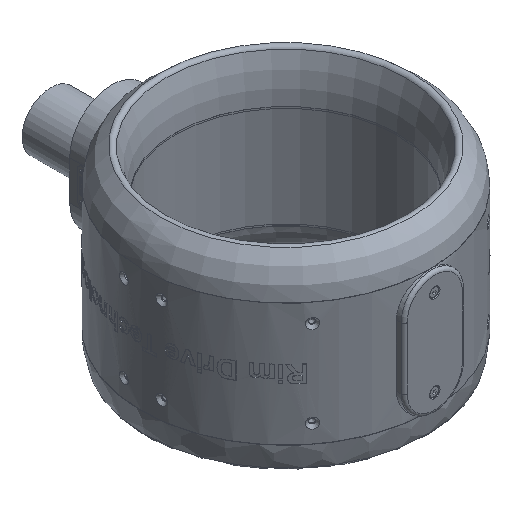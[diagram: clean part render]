
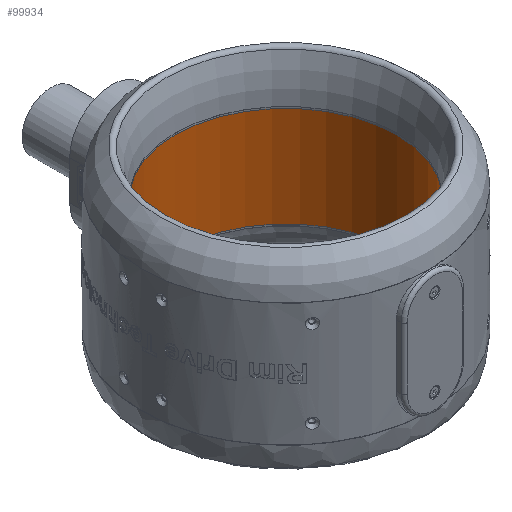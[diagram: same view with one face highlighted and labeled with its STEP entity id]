
A CAD part, isometric view. The second image highlights one B-rep face of the part: STEP entity #99934.
In plain terms, the highlighted cylindrical face has radius 145 mm (diameter 290 mm), a full revolution.
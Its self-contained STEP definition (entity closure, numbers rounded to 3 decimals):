
#871 = CARTESIAN_POINT ( 'NONE',  ( 0., 0., -65.525 ) ) ;
#10633 = AXIS2_PLACEMENT_3D ( 'NONE', #871, #37159, #102545 ) ;
#10948 = VERTEX_POINT ( 'NONE', #66201 ) ;
#15488 = DIRECTION ( 'NONE',  ( -0.913, 0.409, 0. ) ) ;
#18314 = CIRCLE ( 'NONE', #10633, 145. ) ;
#18680 = DIRECTION ( 'NONE',  ( 1., 0., 0. ) ) ;
#20918 = EDGE_LOOP ( 'NONE', ( #71293 ) ) ;
#24416 = FACE_OUTER_BOUND ( 'NONE', #47227, .T. ) ;
#30251 = ORIENTED_EDGE ( 'NONE', *, *, #83542, .F. ) ;
#34170 = VERTEX_POINT ( 'NONE', #70404 ) ;
#34486 = CARTESIAN_POINT ( 'NONE',  ( 0., 0., -64.25 ) ) ;
#37159 = DIRECTION ( 'NONE',  ( 0., 0., 1. ) ) ;
#37378 = CIRCLE ( 'NONE', #44951, 145. ) ;
#44951 = AXIS2_PLACEMENT_3D ( 'NONE', #48302, #74467, #18680 ) ;
#47227 = EDGE_LOOP ( 'NONE', ( #30251 ) ) ;
#48302 = CARTESIAN_POINT ( 'NONE',  ( 0., 0., 65.413 ) ) ;
#51107 = CYLINDRICAL_SURFACE ( 'NONE', #76961, 145. ) ;
#60623 = DIRECTION ( 'NONE',  ( 0., 0., 1. ) ) ;
#66201 = CARTESIAN_POINT ( 'NONE',  ( 145., 0., 65.413 ) ) ;
#70404 = CARTESIAN_POINT ( 'NONE',  ( 145., 0., -65.525 ) ) ;
#71293 = ORIENTED_EDGE ( 'NONE', *, *, #113182, .T. ) ;
#74467 = DIRECTION ( 'NONE',  ( 0., 0., 1. ) ) ;
#76961 = AXIS2_PLACEMENT_3D ( 'NONE', #34486, #60623, #15488 ) ;
#83542 = EDGE_CURVE ( 'NONE', #34170, #34170, #18314, .T. ) ;
#99934 = ADVANCED_FACE ( 'NONE', ( #24416, #116026 ), #51107, .F. ) ;
#102545 = DIRECTION ( 'NONE',  ( 1., 0., 0. ) ) ;
#113182 = EDGE_CURVE ( 'NONE', #10948, #10948, #37378, .T. ) ;
#116026 = FACE_OUTER_BOUND ( 'NONE', #20918, .T. ) ;
